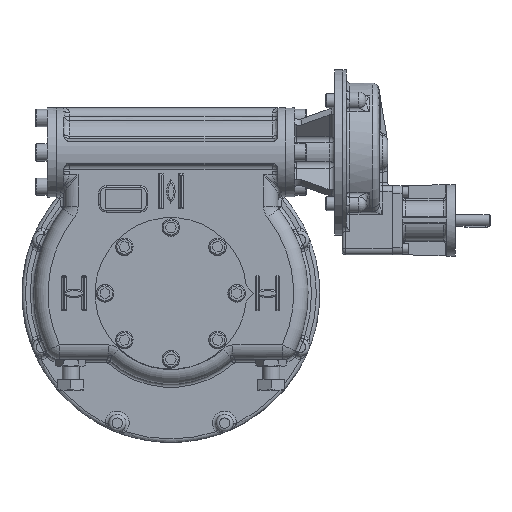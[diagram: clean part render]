
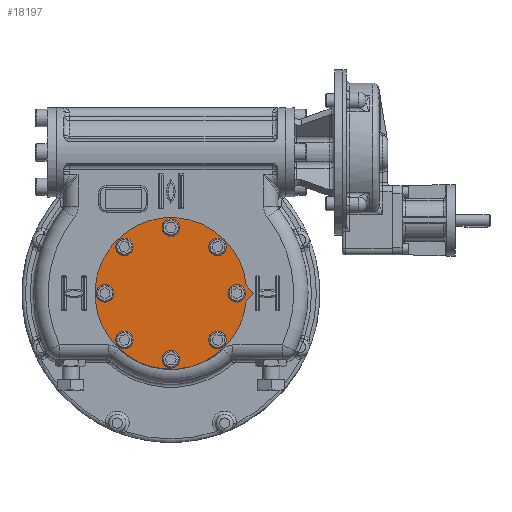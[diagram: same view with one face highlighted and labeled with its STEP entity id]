
A CAD part, top view. The second image highlights one B-rep face of the part: STEP entity #18197.
In plain terms, the highlighted planar face has unit normal (0, 0, 1).
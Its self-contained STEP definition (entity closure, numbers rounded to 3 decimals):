
#1920=CIRCLE('',#20589,132.5);
#1929=CIRCLE('',#20602,10.5);
#1930=CIRCLE('',#20603,10.5);
#1931=CIRCLE('',#20604,10.5);
#1932=CIRCLE('',#20605,10.5);
#1933=CIRCLE('',#20606,10.5);
#1934=CIRCLE('',#20607,10.5);
#1935=CIRCLE('',#20608,10.5);
#1936=CIRCLE('',#20609,10.5);
#6019=ORIENTED_EDGE('',*,*,#9461,.F.);
#6020=ORIENTED_EDGE('',*,*,#9462,.F.);
#6021=ORIENTED_EDGE('',*,*,#9463,.F.);
#6022=ORIENTED_EDGE('',*,*,#9464,.F.);
#6023=ORIENTED_EDGE('',*,*,#9465,.F.);
#6024=ORIENTED_EDGE('',*,*,#9466,.F.);
#6025=ORIENTED_EDGE('',*,*,#9467,.F.);
#6026=ORIENTED_EDGE('',*,*,#9468,.F.);
#6027=ORIENTED_EDGE('',*,*,#9446,.F.);
#6028=ORIENTED_EDGE('',*,*,#9452,.F.);
#6029=ORIENTED_EDGE('',*,*,#9449,.F.);
#9446=EDGE_CURVE('',#11618,#11619,#1920,.T.);
#9449=EDGE_CURVE('',#11619,#11621,#12954,.T.);
#9452=EDGE_CURVE('',#11621,#11618,#12957,.T.);
#9461=EDGE_CURVE('',#11630,#11630,#1929,.T.);
#9462=EDGE_CURVE('',#11631,#11631,#1930,.T.);
#9463=EDGE_CURVE('',#11632,#11632,#1931,.T.);
#9464=EDGE_CURVE('',#11633,#11633,#1932,.T.);
#9465=EDGE_CURVE('',#11634,#11634,#1933,.T.);
#9466=EDGE_CURVE('',#11635,#11635,#1934,.T.);
#9467=EDGE_CURVE('',#11636,#11636,#1935,.T.);
#9468=EDGE_CURVE('',#11637,#11637,#1936,.T.);
#11618=VERTEX_POINT('',#42815);
#11619=VERTEX_POINT('',#42817);
#11621=VERTEX_POINT('',#42823);
#11630=VERTEX_POINT('',#42847);
#11631=VERTEX_POINT('',#42849);
#11632=VERTEX_POINT('',#42851);
#11633=VERTEX_POINT('',#42853);
#11634=VERTEX_POINT('',#42855);
#11635=VERTEX_POINT('',#42857);
#11636=VERTEX_POINT('',#42859);
#11637=VERTEX_POINT('',#42861);
#12954=LINE('',#42822,#14008);
#12957=LINE('',#42827,#14011);
#14008=VECTOR('',#24948,1000.);
#14011=VECTOR('',#24953,1000.);
#15224=EDGE_LOOP('',(#6019));
#15225=EDGE_LOOP('',(#6020));
#15226=EDGE_LOOP('',(#6021));
#15227=EDGE_LOOP('',(#6022));
#15228=EDGE_LOOP('',(#6023));
#15229=EDGE_LOOP('',(#6024));
#15230=EDGE_LOOP('',(#6025));
#15231=EDGE_LOOP('',(#6026));
#15232=EDGE_LOOP('',(#6027,#6028,#6029));
#16624=FACE_BOUND('',#15224,.T.);
#16625=FACE_BOUND('',#15225,.T.);
#16626=FACE_BOUND('',#15226,.T.);
#16627=FACE_BOUND('',#15227,.T.);
#16628=FACE_BOUND('',#15228,.T.);
#16629=FACE_BOUND('',#15229,.T.);
#16630=FACE_BOUND('',#15230,.T.);
#16631=FACE_BOUND('',#15231,.T.);
#16632=FACE_BOUND('',#15232,.T.);
#17348=PLANE('',#20601);
#18197=ADVANCED_FACE('',(#16624,#16625,#16626,#16627,#16628,#16629,#16630,
#16631,#16632),#17348,.F.);
#20589=AXIS2_PLACEMENT_3D('',#42816,#24942,#24943);
#20601=AXIS2_PLACEMENT_3D('',#42845,#24972,#24973);
#20602=AXIS2_PLACEMENT_3D('',#42846,#24974,#24975);
#20603=AXIS2_PLACEMENT_3D('',#42848,#24976,#24977);
#20604=AXIS2_PLACEMENT_3D('',#42850,#24978,#24979);
#20605=AXIS2_PLACEMENT_3D('',#42852,#24980,#24981);
#20606=AXIS2_PLACEMENT_3D('',#42854,#24982,#24983);
#20607=AXIS2_PLACEMENT_3D('',#42856,#24984,#24985);
#20608=AXIS2_PLACEMENT_3D('',#42858,#24986,#24987);
#20609=AXIS2_PLACEMENT_3D('',#42860,#24988,#24989);
#24942=DIRECTION('',(0.,0.,-1.));
#24943=DIRECTION('',(1.,0.,0.));
#24948=DIRECTION('',(0.707,-0.707,0.));
#24953=DIRECTION('',(-0.707,-0.707,0.));
#24972=DIRECTION('',(0.,0.,-1.));
#24973=DIRECTION('',(-1.,0.,0.));
#24974=DIRECTION('',(0.,0.,1.));
#24975=DIRECTION('',(1.,0.,0.));
#24976=DIRECTION('',(0.,0.,1.));
#24977=DIRECTION('',(0.707,-0.707,0.));
#24978=DIRECTION('',(0.,0.,1.));
#24979=DIRECTION('',(0.,-1.,0.));
#24980=DIRECTION('',(0.,0.,1.));
#24981=DIRECTION('',(-0.707,-0.707,0.));
#24982=DIRECTION('',(0.,0.,1.));
#24983=DIRECTION('',(-1.,0.,0.));
#24984=DIRECTION('',(0.,0.,1.));
#24985=DIRECTION('',(-0.707,0.707,0.));
#24986=DIRECTION('',(0.,0.,1.));
#24987=DIRECTION('',(0.,1.,0.));
#24988=DIRECTION('',(0.,0.,1.));
#24989=DIRECTION('',(0.707,0.707,0.));
#42815=CARTESIAN_POINT('',(131.845,-13.155,70.25));
#42816=CARTESIAN_POINT('',(0.,0.,70.25));
#42817=CARTESIAN_POINT('',(131.845,13.155,70.25));
#42822=CARTESIAN_POINT('',(131.845,13.155,70.25));
#42823=CARTESIAN_POINT('',(145.,0.,70.25));
#42827=CARTESIAN_POINT('',(145.,0.,70.25));
#42845=CARTESIAN_POINT('',(0.,0.,70.25));
#42846=CARTESIAN_POINT('',(0.,115.,70.25));
#42847=CARTESIAN_POINT('',(10.5,115.,70.25));
#42848=CARTESIAN_POINT('',(81.317,81.317,70.25));
#42849=CARTESIAN_POINT('',(88.742,73.893,70.25));
#42850=CARTESIAN_POINT('',(115.,0.,70.25));
#42851=CARTESIAN_POINT('',(115.,-10.5,70.25));
#42852=CARTESIAN_POINT('',(81.317,-81.317,70.25));
#42853=CARTESIAN_POINT('',(73.893,-88.742,70.25));
#42854=CARTESIAN_POINT('',(0.,-115.,70.25));
#42855=CARTESIAN_POINT('',(-10.5,-115.,70.25));
#42856=CARTESIAN_POINT('',(-81.317,-81.317,70.25));
#42857=CARTESIAN_POINT('',(-88.742,-73.893,70.25));
#42858=CARTESIAN_POINT('',(-115.,0.,70.25));
#42859=CARTESIAN_POINT('',(-115.,10.5,70.25));
#42860=CARTESIAN_POINT('',(-81.317,81.317,70.25));
#42861=CARTESIAN_POINT('',(-73.893,88.742,70.25));
